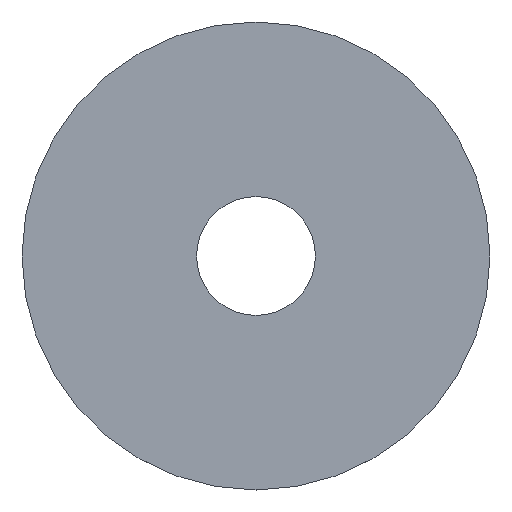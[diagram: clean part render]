
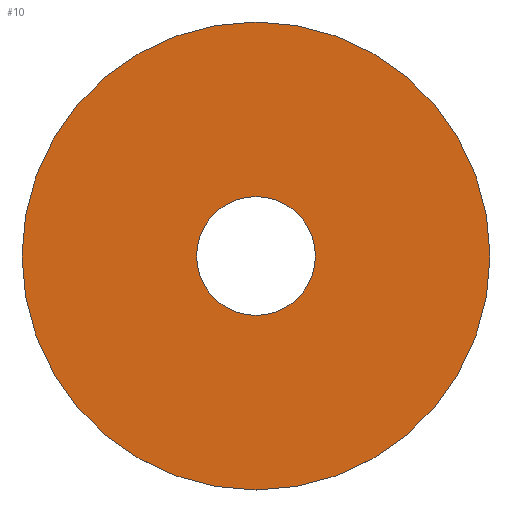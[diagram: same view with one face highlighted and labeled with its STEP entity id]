
A CAD part, top view. The second image highlights one B-rep face of the part: STEP entity #10.
In plain terms, the highlighted planar face has unit normal (0, 0, 1).
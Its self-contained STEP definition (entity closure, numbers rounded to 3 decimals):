
#1 = CARTESIAN_POINT ( 'NONE',  ( 0., 0., 0.4 ) ) ;
#4 = DIRECTION ( 'NONE',  ( 0., 0., -1. ) ) ;
#10 = ADVANCED_FACE ( 'NONE', ( #13, #124 ), #39, .T. ) ;
#13 = FACE_BOUND ( 'NONE', #54, .T. ) ;
#14 = DIRECTION ( 'NONE',  ( 0., 0., 1. ) ) ;
#18 = CARTESIAN_POINT ( 'NONE',  ( 0., 8., 0.4 ) ) ;
#21 = VERTEX_POINT ( 'NONE', #18 ) ;
#25 = CIRCLE ( 'NONE', #144, 31.5 ) ;
#27 = ORIENTED_EDGE ( 'NONE', *, *, #163, .T. ) ;
#39 = PLANE ( 'NONE',  #64 ) ;
#43 = CARTESIAN_POINT ( 'NONE',  ( 0., 31.5, 0.4 ) ) ;
#47 = DIRECTION ( 'NONE',  ( 0., 1., 0. ) ) ;
#51 = EDGE_LOOP ( 'NONE', ( #158 ) ) ;
#53 = CARTESIAN_POINT ( 'NONE',  ( 0., 0., 0.4 ) ) ;
#54 = EDGE_LOOP ( 'NONE', ( #27 ) ) ;
#55 = DIRECTION ( 'NONE',  ( 0., 1., 0. ) ) ;
#62 = CIRCLE ( 'NONE', #92, 8. ) ;
#64 = AXIS2_PLACEMENT_3D ( 'NONE', #90, #14, #76 ) ;
#76 = DIRECTION ( 'NONE',  ( 0., -1., 0. ) ) ;
#90 = CARTESIAN_POINT ( 'NONE',  ( 0., 8., 0.4 ) ) ;
#92 = AXIS2_PLACEMENT_3D ( 'NONE', #1, #4, #47 ) ;
#105 = VERTEX_POINT ( 'NONE', #43 ) ;
#107 = EDGE_CURVE ( 'NONE', #105, #105, #25, .T. ) ;
#124 = FACE_OUTER_BOUND ( 'NONE', #51, .T. ) ;
#144 = AXIS2_PLACEMENT_3D ( 'NONE', #53, #162, #55 ) ;
#158 = ORIENTED_EDGE ( 'NONE', *, *, #107, .F. ) ;
#162 = DIRECTION ( 'NONE',  ( 0., 0., -1. ) ) ;
#163 = EDGE_CURVE ( 'NONE', #21, #21, #62, .T. ) ;
